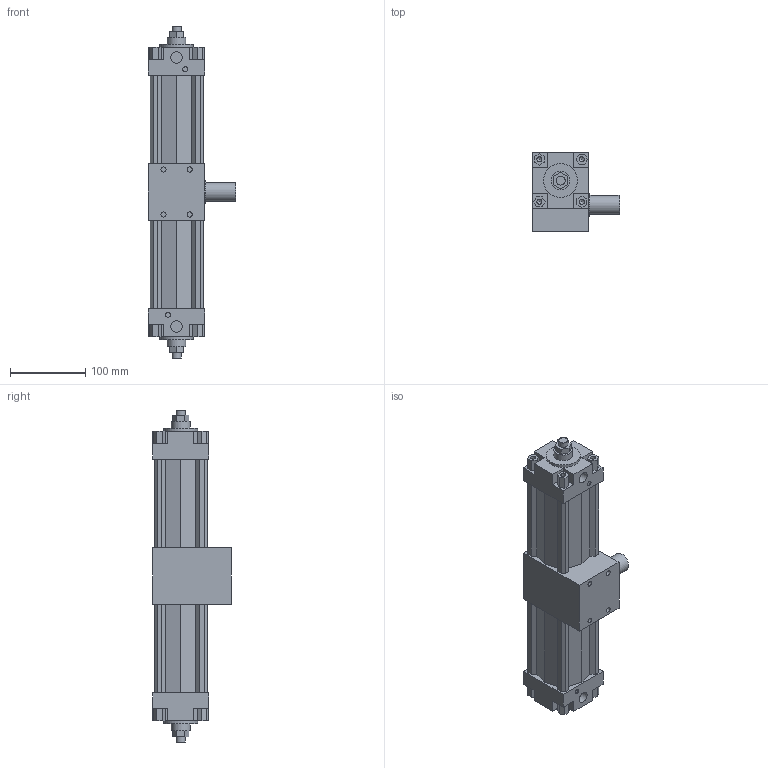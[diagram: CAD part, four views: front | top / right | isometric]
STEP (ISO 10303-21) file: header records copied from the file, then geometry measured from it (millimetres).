
FILE_DESCRIPTION(/* description */ ('Unknown'),/* implementation_level */ '2;1');
FILE_NAME(/* name */ '1332.63.180.01R',/* time_stamp */ '2019-06-25T14:46:51-04:00',/* author */ ('Unknown'),/* organization */ ('Unknown'),/* preprocessor_version */ 'ST-DEVELOPER v16.7',/* originating_system */ 'DEX',/* authorisation */ $);
FILE_SCHEMA (('AUTOMOTIVE_DESIGN {1 0 10303 214 3 1 1}'));
Length unit declared in the file: millimetre
Products named in the file (1): 1332.63.90.01R
Bounding box: 116 x 105 x 442 mm (x, y, z)
Volume: 2046181.4 mm3; surface area: 160937.9 mm2
Topology: 1 solids, 1 shells, 229 faces, 568 edges, 376 vertices
Faces by surface type: plane 191, cylinder 30, cone 8
Full cylindrical faces by diameter (mm): 6.5 x2, 6.75 x8, 6.9 x8, 12 x2, 15.2 x2, 25 x3, 30 x1, 45 x2
Entity records: 8116 total; most frequent: CARTESIAN_POINT 1146, ORIENTED_EDGE 1048, DIRECTION 1040, EDGE_CURVE 524, LINE 464, VECTOR 464, VERTEX_POINT 376, FACE_BOUND 308
